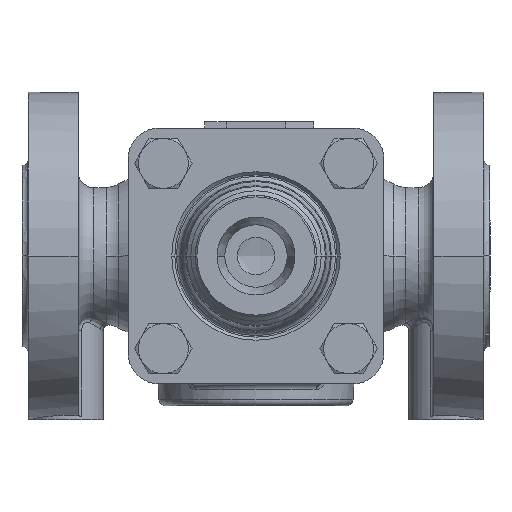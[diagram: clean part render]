
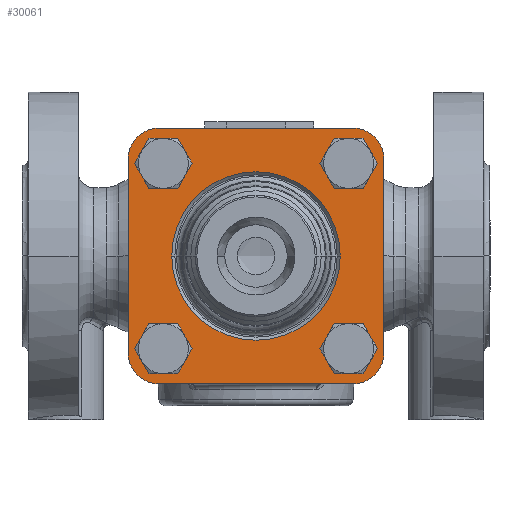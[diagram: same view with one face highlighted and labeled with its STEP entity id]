
A CAD part, front view. The second image highlights one B-rep face of the part: STEP entity #30061.
In plain terms, the highlighted planar face has unit normal (0, -1, 0).
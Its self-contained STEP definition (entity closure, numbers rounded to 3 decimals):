
#29612=CARTESIAN_POINT('',(-31.,0.,31.));
#29613=DIRECTION('',(0.,-1.,0.));
#29614=DIRECTION('',(0.,0.,1.));
#29615=AXIS2_PLACEMENT_3D('',#29612,#29613,#29614);
#29617=DIRECTION('',(1.,0.,0.));
#29618=VECTOR('',#29617,62.);
#29619=CARTESIAN_POINT('',(-31.,0.,41.));
#29620=LINE('',#29619,#29618);
#29621=CARTESIAN_POINT('',(31.,0.,31.));
#29622=DIRECTION('',(0.,-1.,0.));
#29623=DIRECTION('',(1.,0.,0.));
#29624=AXIS2_PLACEMENT_3D('',#29621,#29622,#29623);
#29626=DIRECTION('',(0.,0.,-1.));
#29627=VECTOR('',#29626,62.);
#29628=CARTESIAN_POINT('',(41.,0.,31.));
#29629=LINE('',#29628,#29627);
#29630=CARTESIAN_POINT('',(31.,0.,-31.));
#29631=DIRECTION('',(0.,-1.,0.));
#29632=DIRECTION('',(0.,0.,-1.));
#29633=AXIS2_PLACEMENT_3D('',#29630,#29631,#29632);
#29635=DIRECTION('',(-1.,0.,0.));
#29636=VECTOR('',#29635,62.);
#29637=CARTESIAN_POINT('',(31.,0.,-41.));
#29638=LINE('',#29637,#29636);
#29639=CARTESIAN_POINT('',(-31.,0.,-31.));
#29640=DIRECTION('',(0.,-1.,0.));
#29641=DIRECTION('',(-1.,0.,0.));
#29642=AXIS2_PLACEMENT_3D('',#29639,#29640,#29641);
#29644=DIRECTION('',(0.,0.,1.));
#29645=VECTOR('',#29644,62.);
#29646=CARTESIAN_POINT('',(-41.,0.,-31.));
#29647=LINE('',#29646,#29645);
#29648=CARTESIAN_POINT('',(0.,0.,
0.));
#29649=DIRECTION('',(0.,1.,0.));
#29650=DIRECTION('',(1.,0.,0.));
#29651=AXIS2_PLACEMENT_3D('',#29648,#29649,#29650);
#29653=CARTESIAN_POINT('',(0.,0.,
0.));
#29654=DIRECTION('',(0.,1.,0.));
#29655=DIRECTION('',(-1.,0.,0.));
#29656=AXIS2_PLACEMENT_3D('',#29653,#29654,#29655);
#29658=CARTESIAN_POINT('',(-29.698,0.,29.698));
#29659=DIRECTION('',(0.,-1.,0.));
#29660=DIRECTION('',(1.,0.,0.));
#29661=AXIS2_PLACEMENT_3D('',#29658,#29659,#29660);
#29663=CARTESIAN_POINT('',(-29.698,0.,29.698));
#29664=DIRECTION('',(0.,-1.,0.));
#29665=DIRECTION('',(-1.,0.,0.));
#29666=AXIS2_PLACEMENT_3D('',#29663,#29664,#29665);
#29668=CARTESIAN_POINT('',(29.698,0.,29.698));
#29669=DIRECTION('',(0.,-1.,0.));
#29670=DIRECTION('',(1.,0.,0.));
#29671=AXIS2_PLACEMENT_3D('',#29668,#29669,#29670);
#29673=CARTESIAN_POINT('',(29.698,0.,29.698));
#29674=DIRECTION('',(0.,-1.,0.));
#29675=DIRECTION('',(-1.,0.,0.));
#29676=AXIS2_PLACEMENT_3D('',#29673,#29674,#29675);
#29678=CARTESIAN_POINT('',(29.698,0.,-29.698));
#29679=DIRECTION('',(0.,-1.,0.));
#29680=DIRECTION('',(1.,0.,0.));
#29681=AXIS2_PLACEMENT_3D('',#29678,#29679,#29680);
#29683=CARTESIAN_POINT('',(29.698,0.,-29.698));
#29684=DIRECTION('',(0.,-1.,0.));
#29685=DIRECTION('',(-1.,0.,0.));
#29686=AXIS2_PLACEMENT_3D('',#29683,#29684,#29685);
#29688=CARTESIAN_POINT('',(-29.698,0.,-29.698));
#29689=DIRECTION('',(0.,-1.,0.));
#29690=DIRECTION('',(1.,0.,0.));
#29691=AXIS2_PLACEMENT_3D('',#29688,#29689,#29690);
#29693=CARTESIAN_POINT('',(-29.698,0.,-29.698));
#29694=DIRECTION('',(0.,-1.,0.));
#29695=DIRECTION('',(-1.,0.,0.));
#29696=AXIS2_PLACEMENT_3D('',#29693,#29694,#29695);
#29928=CARTESIAN_POINT('',(-31.,0.,41.));
#29929=CARTESIAN_POINT('',(-41.,0.,31.));
#29930=VERTEX_POINT('',#29928);
#29931=VERTEX_POINT('',#29929);
#29936=CARTESIAN_POINT('',(41.,0.,31.));
#29937=CARTESIAN_POINT('',(31.,0.,41.));
#29938=VERTEX_POINT('',#29936);
#29939=VERTEX_POINT('',#29937);
#29944=CARTESIAN_POINT('',(31.,0.,-41.));
#29945=CARTESIAN_POINT('',(41.,0.,-31.));
#29946=VERTEX_POINT('',#29944);
#29947=VERTEX_POINT('',#29945);
#29952=CARTESIAN_POINT('',(-41.,0.,-31.));
#29953=CARTESIAN_POINT('',(-31.,0.,-41.));
#29954=VERTEX_POINT('',#29952);
#29955=VERTEX_POINT('',#29953);
#29968=CARTESIAN_POINT('',(27.,0.,0.));
#29969=CARTESIAN_POINT('',(-27.,0.,0.));
#29970=VERTEX_POINT('',#29968);
#29971=VERTEX_POINT('',#29969);
#29976=CARTESIAN_POINT('',(-23.948,0.,29.698));
#29977=CARTESIAN_POINT('',(-35.448,0.,29.698));
#29978=VERTEX_POINT('',#29976);
#29979=VERTEX_POINT('',#29977);
#29984=CARTESIAN_POINT('',(35.448,0.,29.698));
#29985=CARTESIAN_POINT('',(23.948,0.,29.698));
#29986=VERTEX_POINT('',#29984);
#29987=VERTEX_POINT('',#29985);
#29992=CARTESIAN_POINT('',(35.448,0.,-29.698));
#29993=CARTESIAN_POINT('',(23.948,0.,-29.698));
#29994=VERTEX_POINT('',#29992);
#29995=VERTEX_POINT('',#29993);
#30000=CARTESIAN_POINT('',(-23.948,0.,-29.698));
#30001=CARTESIAN_POINT('',(-35.448,0.,-29.698));
#30002=VERTEX_POINT('',#30000);
#30003=VERTEX_POINT('',#30001);
#30008=CARTESIAN_POINT('',(0.,0.,0.));
#30009=DIRECTION('',(0.,1.,0.));
#30010=DIRECTION('',(1.,0.,0.));
#30011=AXIS2_PLACEMENT_3D('',#30008,#30009,#30010);
#30012=PLANE('',#30011);
#30014=ORIENTED_EDGE('',*,*,#30013,.F.);
#30016=ORIENTED_EDGE('',*,*,#30015,.T.);
#30018=ORIENTED_EDGE('',*,*,#30017,.F.);
#30020=ORIENTED_EDGE('',*,*,#30019,.T.);
#30022=ORIENTED_EDGE('',*,*,#30021,.F.);
#30024=ORIENTED_EDGE('',*,*,#30023,.T.);
#30026=ORIENTED_EDGE('',*,*,#30025,.F.);
#30028=ORIENTED_EDGE('',*,*,#30027,.T.);
#30029=EDGE_LOOP('',(#30014,#30016,#30018,#30020,#30022,#30024,#30026,#30028));
#30030=FACE_OUTER_BOUND('',#30029,.F.);
#30032=ORIENTED_EDGE('',*,*,#30031,.F.);
#30034=ORIENTED_EDGE('',*,*,#30033,.F.);
#30035=EDGE_LOOP('',(#30032,#30034));
#30036=FACE_BOUND('',#30035,.F.);
#30038=ORIENTED_EDGE('',*,*,#30037,.T.);
#30040=ORIENTED_EDGE('',*,*,#30039,.T.);
#30041=EDGE_LOOP('',(#30038,#30040));
#30042=FACE_BOUND('',#30041,.F.);
#30044=ORIENTED_EDGE('',*,*,#30043,.T.);
#30046=ORIENTED_EDGE('',*,*,#30045,.T.);
#30047=EDGE_LOOP('',(#30044,#30046));
#30048=FACE_BOUND('',#30047,.F.);
#30050=ORIENTED_EDGE('',*,*,#30049,.T.);
#30052=ORIENTED_EDGE('',*,*,#30051,.T.);
#30053=EDGE_LOOP('',(#30050,#30052));
#30054=FACE_BOUND('',#30053,.F.);
#30056=ORIENTED_EDGE('',*,*,#30055,.T.);
#30058=ORIENTED_EDGE('',*,*,#30057,.T.);
#30059=EDGE_LOOP('',(#30056,#30058));
#30060=FACE_BOUND('',#30059,.F.);
#30061=ADVANCED_FACE('',(#30030,#30036,#30042,#30048,#30054,#30060),#30012,.F.);
#29616=CIRCLE('',#29615,10.);
#29625=CIRCLE('',#29624,10.);
#29634=CIRCLE('',#29633,10.);
#29643=CIRCLE('',#29642,10.);
#29652=CIRCLE('',#29651,27.);
#29657=CIRCLE('',#29656,27.);
#29662=CIRCLE('',#29661,5.75);
#29667=CIRCLE('',#29666,5.75);
#29672=CIRCLE('',#29671,5.75);
#29677=CIRCLE('',#29676,5.75);
#29682=CIRCLE('',#29681,5.75);
#29687=CIRCLE('',#29686,5.75);
#29692=CIRCLE('',#29691,5.75);
#29697=CIRCLE('',#29696,5.75);
#30013=EDGE_CURVE('',#29930,#29931,#29616,.T.);
#30015=EDGE_CURVE('',#29930,#29939,#29620,.T.);
#30017=EDGE_CURVE('',#29938,#29939,#29625,.T.);
#30019=EDGE_CURVE('',#29938,#29947,#29629,.T.);
#30021=EDGE_CURVE('',#29946,#29947,#29634,.T.);
#30023=EDGE_CURVE('',#29946,#29955,#29638,.T.);
#30025=EDGE_CURVE('',#29954,#29955,#29643,.T.);
#30027=EDGE_CURVE('',#29954,#29931,#29647,.T.);
#30031=EDGE_CURVE('',#29970,#29971,#29652,.T.);
#30033=EDGE_CURVE('',#29971,#29970,#29657,.T.);
#30037=EDGE_CURVE('',#29978,#29979,#29662,.T.);
#30039=EDGE_CURVE('',#29979,#29978,#29667,.T.);
#30043=EDGE_CURVE('',#29986,#29987,#29672,.T.);
#30045=EDGE_CURVE('',#29987,#29986,#29677,.T.);
#30049=EDGE_CURVE('',#29994,#29995,#29682,.T.);
#30051=EDGE_CURVE('',#29995,#29994,#29687,.T.);
#30055=EDGE_CURVE('',#30002,#30003,#29692,.T.);
#30057=EDGE_CURVE('',#30003,#30002,#29697,.T.);
